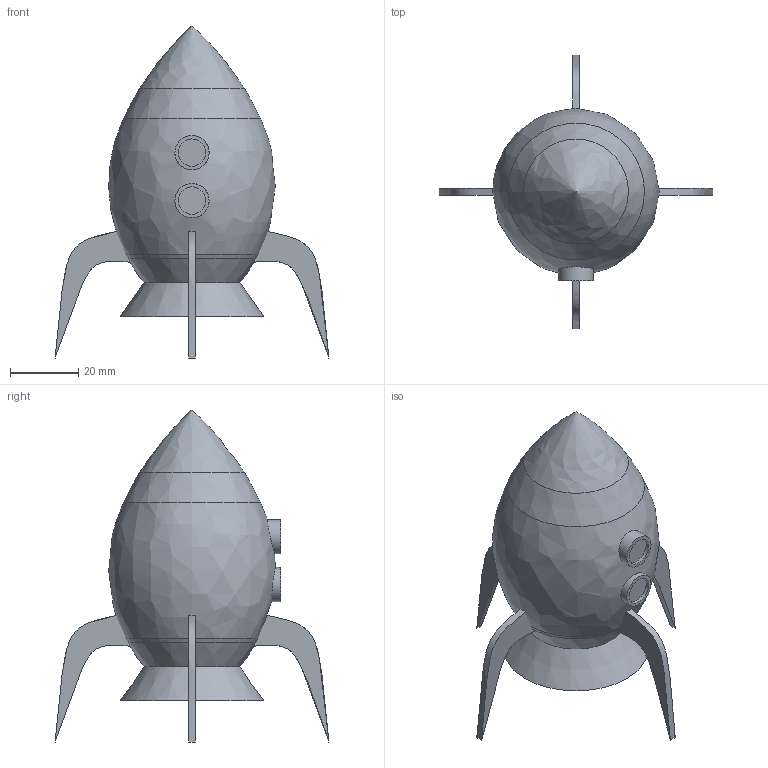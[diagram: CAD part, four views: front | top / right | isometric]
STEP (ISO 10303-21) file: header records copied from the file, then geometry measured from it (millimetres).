
FILE_DESCRIPTION(/* description */ (''),/* implementation_level */ '2;1');
FILE_NAME(/* name */ 'rocket.step',/* time_stamp */ '2025-12-03T23:55:52Z',/* author */ (''),/* organization */ (''),/* preprocessor_version */ 'ST-DEVELOPER v20.1',/* originating_system */ 'Autodesk Translation Framework v14.21.0.0',/* authorisation */ '');
FILE_SCHEMA (('AUTOMOTIVE_DESIGN { 1 0 10303 214 3 1 1 }'));
Length unit declared in the file: millimetre
Products named in the file (1): 2025-11-27-22-47-16-730
Bounding box: 80 x 80 x 97 mm (x, y, z)
Volume: 92341.2 mm3; surface area: 22442.1 mm2
Topology: 10 solids, 10 shells, 49 faces, 83 edges, 55 vertices
Faces by surface type: plane 26, bspline 15, cylinder 4, cone 4
Full cylindrical faces by diameter (mm): 8 x2, 10 x2
Entity records: 1432 total; most frequent: CARTESIAN_POINT 533, ORIENTED_EDGE 160, DIRECTION 149, EDGE_CURVE 80, AXIS2_PLACEMENT_3D 58, EDGE_LOOP 55, VERTEX_POINT 55, FACE_OUTER_BOUND 49
